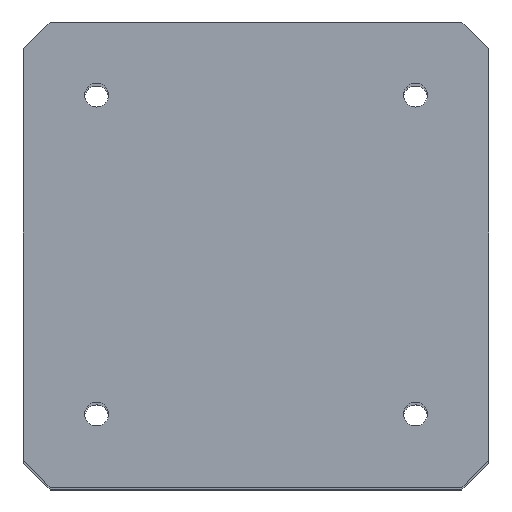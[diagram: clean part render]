
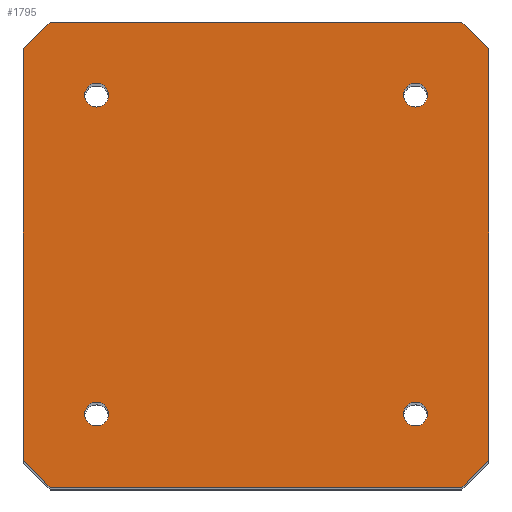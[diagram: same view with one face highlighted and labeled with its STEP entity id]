
A CAD part, top view. The second image highlights one B-rep face of the part: STEP entity #1795.
In plain terms, the highlighted planar face has unit normal (0, 0, 1).
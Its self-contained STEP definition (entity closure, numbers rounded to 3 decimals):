
#1303=CARTESIAN_POINT('Vertex',(-112.102,-124.315,1250.)) ;
#1306=CARTESIAN_POINT('Axis2P3D Location',(-120.,-120.,1250.)) ;
#1310=CARTESIAN_POINT('Vertex',(-127.898,-115.685,1250.)) ;
#1654=CARTESIAN_POINT('Axis2P3D Location',(-120.,-120.,1250.)) ;
#1666=CARTESIAN_POINT('Axis2P3D Location',(0.,0.,1250.)) ;
#1671=CARTESIAN_POINT('Line Origine',(175.,0.,1250.)) ;
#1675=CARTESIAN_POINT('Vertex',(175.,-155.,1250.)) ;
#1677=CARTESIAN_POINT('Vertex',(175.,155.,1250.)) ;
#1680=CARTESIAN_POINT('Line Origine',(165.,165.,1250.)) ;
#1684=CARTESIAN_POINT('Vertex',(155.,175.,1250.)) ;
#1687=CARTESIAN_POINT('Line Origine',(0.,175.,1250.)) ;
#1691=CARTESIAN_POINT('Vertex',(-155.,175.,1250.)) ;
#1694=CARTESIAN_POINT('Line Origine',(-165.,165.,1250.)) ;
#1698=CARTESIAN_POINT('Vertex',(-175.,155.,1250.)) ;
#1701=CARTESIAN_POINT('Line Origine',(-175.,0.,1250.)) ;
#1705=CARTESIAN_POINT('Vertex',(-175.,-155.,1250.)) ;
#1708=CARTESIAN_POINT('Line Origine',(-165.,-165.,1250.)) ;
#1712=CARTESIAN_POINT('Vertex',(-155.,-175.,1250.)) ;
#1715=CARTESIAN_POINT('Line Origine',(0.,-175.,1250.)) ;
#1719=CARTESIAN_POINT('Vertex',(155.,-175.,1250.)) ;
#1722=CARTESIAN_POINT('Line Origine',(165.,-165.,1250.)) ;
#1741=CARTESIAN_POINT('Axis2P3D Location',(120.,-120.,1250.)) ;
#1745=CARTESIAN_POINT('Vertex',(124.315,-112.102,1250.)) ;
#1747=CARTESIAN_POINT('Vertex',(115.685,-127.898,1250.)) ;
#1750=CARTESIAN_POINT('Axis2P3D Location',(120.,-120.,1250.)) ;
#1759=CARTESIAN_POINT('Axis2P3D Location',(120.,120.,1250.)) ;
#1763=CARTESIAN_POINT('Vertex',(112.102,124.315,1250.)) ;
#1765=CARTESIAN_POINT('Vertex',(127.898,115.685,1250.)) ;
#1768=CARTESIAN_POINT('Axis2P3D Location',(120.,120.,1250.)) ;
#1777=CARTESIAN_POINT('Axis2P3D Location',(-120.,120.,1250.)) ;
#1781=CARTESIAN_POINT('Vertex',(-124.315,112.102,1250.)) ;
#1783=CARTESIAN_POINT('Vertex',(-115.685,127.898,1250.)) ;
#1786=CARTESIAN_POINT('Axis2P3D Location',(-120.,120.,1250.)) ;
#1307=DIRECTION('Axis2P3D Direction',(0.,-0.,-1.)) ;
#1655=DIRECTION('Axis2P3D Direction',(0.,-0.,-1.)) ;
#1667=DIRECTION('Axis2P3D Direction',(0.,0.,1.)) ;
#1668=DIRECTION('Axis2P3D XDirection',(1.,0.,0.)) ;
#1672=DIRECTION('Vector Direction',(0.,-1.,0.)) ;
#1681=DIRECTION('Vector Direction',(0.707,-0.707,0.)) ;
#1688=DIRECTION('Vector Direction',(1.,0.,0.)) ;
#1695=DIRECTION('Vector Direction',(0.707,0.707,0.)) ;
#1702=DIRECTION('Vector Direction',(0.,1.,0.)) ;
#1709=DIRECTION('Vector Direction',(0.707,-0.707,0.)) ;
#1716=DIRECTION('Vector Direction',(-1.,0.,0.)) ;
#1723=DIRECTION('Vector Direction',(-0.707,-0.707,0.)) ;
#1742=DIRECTION('Axis2P3D Direction',(0.,0.,1.)) ;
#1751=DIRECTION('Axis2P3D Direction',(0.,0.,1.)) ;
#1760=DIRECTION('Axis2P3D Direction',(0.,0.,1.)) ;
#1769=DIRECTION('Axis2P3D Direction',(0.,0.,1.)) ;
#1778=DIRECTION('Axis2P3D Direction',(0.,0.,1.)) ;
#1787=DIRECTION('Axis2P3D Direction',(0.,0.,1.)) ;
#1308=AXIS2_PLACEMENT_3D('Circle Axis2P3D',#1306,#1307,$) ;
#1656=AXIS2_PLACEMENT_3D('Circle Axis2P3D',#1654,#1655,$) ;
#1669=AXIS2_PLACEMENT_3D('Plane Axis2P3D',#1666,#1667,#1668) ;
#1743=AXIS2_PLACEMENT_3D('Circle Axis2P3D',#1741,#1742,$) ;
#1752=AXIS2_PLACEMENT_3D('Circle Axis2P3D',#1750,#1751,$) ;
#1761=AXIS2_PLACEMENT_3D('Circle Axis2P3D',#1759,#1760,$) ;
#1770=AXIS2_PLACEMENT_3D('Circle Axis2P3D',#1768,#1769,$) ;
#1779=AXIS2_PLACEMENT_3D('Circle Axis2P3D',#1777,#1778,$) ;
#1788=AXIS2_PLACEMENT_3D('Circle Axis2P3D',#1786,#1787,$) ;
#1728=ORIENTED_EDGE('',*,*,#1679,.T.) ;
#1729=ORIENTED_EDGE('',*,*,#1686,.T.) ;
#1730=ORIENTED_EDGE('',*,*,#1693,.T.) ;
#1731=ORIENTED_EDGE('',*,*,#1700,.T.) ;
#1732=ORIENTED_EDGE('',*,*,#1707,.T.) ;
#1733=ORIENTED_EDGE('',*,*,#1714,.T.) ;
#1734=ORIENTED_EDGE('',*,*,#1721,.T.) ;
#1735=ORIENTED_EDGE('',*,*,#1726,.T.) ;
#1738=ORIENTED_EDGE('',*,*,#1658,.F.) ;
#1739=ORIENTED_EDGE('',*,*,#1312,.F.) ;
#1756=ORIENTED_EDGE('',*,*,#1749,.F.) ;
#1757=ORIENTED_EDGE('',*,*,#1754,.F.) ;
#1774=ORIENTED_EDGE('',*,*,#1767,.F.) ;
#1775=ORIENTED_EDGE('',*,*,#1772,.F.) ;
#1792=ORIENTED_EDGE('',*,*,#1785,.F.) ;
#1793=ORIENTED_EDGE('',*,*,#1790,.F.) ;
#1740=FACE_BOUND('',#1737,.T.) ;
#1758=FACE_BOUND('',#1755,.T.) ;
#1776=FACE_BOUND('',#1773,.T.) ;
#1794=FACE_BOUND('',#1791,.T.) ;
#1673=VECTOR('Line Direction',#1672,1.) ;
#1682=VECTOR('Line Direction',#1681,1.) ;
#1689=VECTOR('Line Direction',#1688,1.) ;
#1696=VECTOR('Line Direction',#1695,1.) ;
#1703=VECTOR('Line Direction',#1702,1.) ;
#1710=VECTOR('Line Direction',#1709,1.) ;
#1717=VECTOR('Line Direction',#1716,1.) ;
#1724=VECTOR('Line Direction',#1723,1.) ;
#1795=ADVANCED_FACE('Corps principal',(#1736,#1740,#1758,#1776,#1794),#1670,.T.) ;
#1309=CIRCLE('generated circle',#1308,9.) ;
#1657=CIRCLE('generated circle',#1656,9.) ;
#1744=CIRCLE('generated circle',#1743,9.) ;
#1753=CIRCLE('generated circle',#1752,9.) ;
#1762=CIRCLE('generated circle',#1761,9.) ;
#1771=CIRCLE('generated circle',#1770,9.) ;
#1780=CIRCLE('generated circle',#1779,9.) ;
#1789=CIRCLE('generated circle',#1788,9.) ;
#1312=EDGE_CURVE('',#1304,#1311,#1309,.F.) ;
#1658=EDGE_CURVE('',#1311,#1304,#1657,.F.) ;
#1679=EDGE_CURVE('',#1676,#1678,#1674,.F.) ;
#1686=EDGE_CURVE('',#1678,#1685,#1683,.F.) ;
#1693=EDGE_CURVE('',#1685,#1692,#1690,.F.) ;
#1700=EDGE_CURVE('',#1692,#1699,#1697,.F.) ;
#1707=EDGE_CURVE('',#1699,#1706,#1704,.F.) ;
#1714=EDGE_CURVE('',#1706,#1713,#1711,.T.) ;
#1721=EDGE_CURVE('',#1713,#1720,#1718,.F.) ;
#1726=EDGE_CURVE('',#1720,#1676,#1725,.F.) ;
#1749=EDGE_CURVE('',#1746,#1748,#1744,.T.) ;
#1754=EDGE_CURVE('',#1748,#1746,#1753,.T.) ;
#1767=EDGE_CURVE('',#1764,#1766,#1762,.T.) ;
#1772=EDGE_CURVE('',#1766,#1764,#1771,.T.) ;
#1785=EDGE_CURVE('',#1782,#1784,#1780,.T.) ;
#1790=EDGE_CURVE('',#1784,#1782,#1789,.T.) ;
#1727=EDGE_LOOP('',(#1728,#1729,#1730,#1731,#1732,#1733,#1734,#1735)) ;
#1737=EDGE_LOOP('',(#1738,#1739)) ;
#1755=EDGE_LOOP('',(#1756,#1757)) ;
#1773=EDGE_LOOP('',(#1774,#1775)) ;
#1791=EDGE_LOOP('',(#1792,#1793)) ;
#1736=FACE_OUTER_BOUND('',#1727,.T.) ;
#1674=LINE('Line',#1671,#1673) ;
#1683=LINE('Line',#1680,#1682) ;
#1690=LINE('Line',#1687,#1689) ;
#1697=LINE('Line',#1694,#1696) ;
#1704=LINE('Line',#1701,#1703) ;
#1711=LINE('Line',#1708,#1710) ;
#1718=LINE('Line',#1715,#1717) ;
#1725=LINE('Line',#1722,#1724) ;
#1670=PLANE('Plane',#1669) ;
#1304=VERTEX_POINT('',#1303) ;
#1311=VERTEX_POINT('',#1310) ;
#1676=VERTEX_POINT('',#1675) ;
#1678=VERTEX_POINT('',#1677) ;
#1685=VERTEX_POINT('',#1684) ;
#1692=VERTEX_POINT('',#1691) ;
#1699=VERTEX_POINT('',#1698) ;
#1706=VERTEX_POINT('',#1705) ;
#1713=VERTEX_POINT('',#1712) ;
#1720=VERTEX_POINT('',#1719) ;
#1746=VERTEX_POINT('',#1745) ;
#1748=VERTEX_POINT('',#1747) ;
#1764=VERTEX_POINT('',#1763) ;
#1766=VERTEX_POINT('',#1765) ;
#1782=VERTEX_POINT('',#1781) ;
#1784=VERTEX_POINT('',#1783) ;
